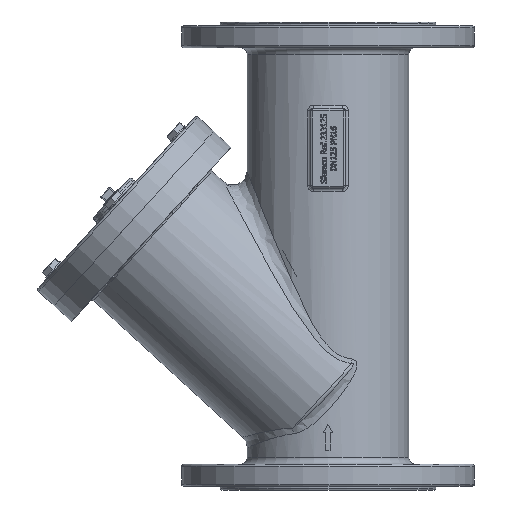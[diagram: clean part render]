
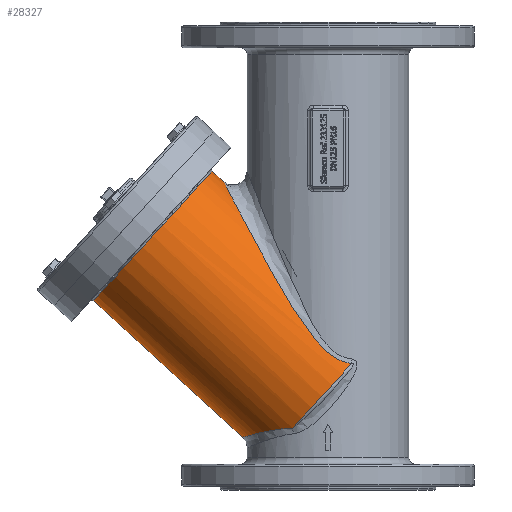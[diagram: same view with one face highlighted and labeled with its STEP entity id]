
A CAD part, left-side view. The second image highlights one B-rep face of the part: STEP entity #28327.
In plain terms, the highlighted cylindrical face has radius 75 mm (diameter 150 mm), a full revolution.
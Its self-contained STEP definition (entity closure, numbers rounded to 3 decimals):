
#2231=B_SPLINE_CURVE_WITH_KNOTS('',3,(#62885,#62886,#62887,#62888,#62889,
#62890,#62891,#62892,#62893,#62894,#62895,#62896),.UNSPECIFIED.,.F.,.F.,
(4,1,1,1,1,1,1,1,1,4),(0.,1.317,2.635,
5.269,7.904,10.539,13.173,15.808,
17.126,18.443),.UNSPECIFIED.);
#2233=B_SPLINE_CURVE_WITH_KNOTS('',3,(#63284,#63285,#63286,#63287,#63288,
#63289,#63290,#63291,#63292,#63293,#63294,#63295,#63296,#63297,#63298,#63299,
#63300,#63301,#63302,#63303,#63304,#63305,#63306,#63307,#63308,#63309,#63310,
#63311,#63312,#63313,#63314,#63315),.UNSPECIFIED.,.F.,.F.,(4,1,1,1,1,1,
1,1,1,1,1,1,1,1,1,1,1,1,1,1,1,1,1,1,1,1,1,1,1,4),(0.,0.818,
1.637,2.455,3.273,4.91,6.546,
10.911,13.093,15.275,17.457,18.548,
19.639,20.73,21.821,22.912,24.003,
25.094,26.185,28.368,30.55,32.732,
37.096,39.278,40.915,42.551,43.37,
44.188,45.006,45.825),.UNSPECIFIED.);
#7303=CYLINDRICAL_SURFACE('',#29808,75.);
#7531=FACE_BOUND('',#10829,.T.);
#9067=FACE_OUTER_BOUND('',#10828,.T.);
#10828=EDGE_LOOP('',(#26493));
#10829=EDGE_LOOP('',(#26494,#26495,#26496,#26497));
#11540=CIRCLE('',#29809,75.);
#11541=CIRCLE('',#29810,75.);
#11542=CIRCLE('',#29811,75.);
#14301=VERTEX_POINT('',#62802);
#14302=VERTEX_POINT('',#62804);
#14303=VERTEX_POINT('',#62883);
#14304=VERTEX_POINT('',#62982);
#14305=VERTEX_POINT('',#63317);
#18399=EDGE_CURVE('',#14301,#14303,#2231,.T.);
#18402=EDGE_CURVE('',#14304,#14302,#2233,.T.);
#18403=EDGE_CURVE('',#14305,#14305,#11540,.T.);
#18404=EDGE_CURVE('',#14302,#14301,#11541,.T.);
#18405=EDGE_CURVE('',#14303,#14304,#11542,.T.);
#26493=ORIENTED_EDGE('',*,*,#18403,.F.);
#26494=ORIENTED_EDGE('',*,*,#18399,.F.);
#26495=ORIENTED_EDGE('',*,*,#18404,.F.);
#26496=ORIENTED_EDGE('',*,*,#18402,.F.);
#26497=ORIENTED_EDGE('',*,*,#18405,.F.);
#28327=ADVANCED_FACE('',(#9067,#7531),#7303,.T.);
#29808=AXIS2_PLACEMENT_3D('',#63316,#34635,#34636);
#29809=AXIS2_PLACEMENT_3D('',#63318,#34637,#34638);
#29810=AXIS2_PLACEMENT_3D('',#63319,#34639,#34640);
#29811=AXIS2_PLACEMENT_3D('',#63320,#34641,#34642);
#34635=DIRECTION('center_axis',(0.,-0.737,-0.676));
#34636=DIRECTION('ref_axis',(1.,0.,0.));
#34637=DIRECTION('center_axis',(0.,0.737,0.676));
#34638=DIRECTION('ref_axis',(1.,0.,0.));
#34639=DIRECTION('center_axis',(0.,-0.737,-0.676));
#34640=DIRECTION('ref_axis',(-1.,0.,0.));
#34641=DIRECTION('center_axis',(0.,-0.737,-0.676));
#34642=DIRECTION('ref_axis',(1.,0.,0.));
#62802=CARTESIAN_POINT('',(-63.076,30.362,52.787));
#62804=CARTESIAN_POINT('',(-66.719,-20.194,107.959));
#62883=CARTESIAN_POINT('',(63.076,30.362,52.787));
#62885=CARTESIAN_POINT('Ctrl Pts',(-63.076,30.362,52.787));
#62886=CARTESIAN_POINT('Ctrl Pts',(-61.457,34.045,52.747));
#62887=CARTESIAN_POINT('Ctrl Pts',(-57.684,41.042,52.13));
#62888=CARTESIAN_POINT('Ctrl Pts',(-48.245,53.377,50.026));
#62889=CARTESIAN_POINT('Ctrl Pts',(-33.223,65.441,47.103));
#62890=CARTESIAN_POINT('Ctrl Pts',(-11.531,73.216,44.981));
#62891=CARTESIAN_POINT('Ctrl Pts',(11.529,73.214,44.983));
#62892=CARTESIAN_POINT('Ctrl Pts',(33.224,65.441,47.101));
#62893=CARTESIAN_POINT('Ctrl Pts',(48.244,53.378,50.026));
#62894=CARTESIAN_POINT('Ctrl Pts',(57.684,41.041,52.129));
#62895=CARTESIAN_POINT('Ctrl Pts',(61.457,34.045,52.747));
#62896=CARTESIAN_POINT('Ctrl Pts',(63.076,30.362,52.787));
#62982=CARTESIAN_POINT('',(66.719,-20.194,107.959));
#63284=CARTESIAN_POINT('Ctrl Pts',(66.719,-20.194,107.959));
#63285=CARTESIAN_POINT('Ctrl Pts',(67.41,-17.745,108.379));
#63286=CARTESIAN_POINT('Ctrl Pts',(68.555,-12.768,109.637));
#63287=CARTESIAN_POINT('Ctrl Pts',(69.529,-5.508,113.113));
#63288=CARTESIAN_POINT('Ctrl Pts',(69.88,1.109,117.953));
#63289=CARTESIAN_POINT('Ctrl Pts',(69.761,8.961,125.568));
#63290=CARTESIAN_POINT('Ctrl Pts',(68.905,17.398,136.208));
#63291=CARTESIAN_POINT('Ctrl Pts',(66.17,31.302,157.04));
#63292=CARTESIAN_POINT('Ctrl Pts',(61.43,44.391,179.898));
#63293=CARTESIAN_POINT('Ctrl Pts',(53.923,57.571,203.809));
#63294=CARTESIAN_POINT('Ctrl Pts',(46.77,66.939,221.27));
#63295=CARTESIAN_POINT('Ctrl Pts',(39.179,74.289,235.115));
#63296=CARTESIAN_POINT('Ctrl Pts',(31.739,79.646,245.296));
#63297=CARTESIAN_POINT('Ctrl Pts',(25.323,83.293,252.246));
#63298=CARTESIAN_POINT('Ctrl Pts',(17.906,86.374,258.14));
#63299=CARTESIAN_POINT('Ctrl Pts',(9.386,88.561,262.329));
#63300=CARTESIAN_POINT('Ctrl Pts',(-0.014,89.383,
263.907));
#63301=CARTESIAN_POINT('Ctrl Pts',(-9.414,88.556,262.319));
#63302=CARTESIAN_POINT('Ctrl Pts',(-17.928,86.369,258.129));
#63303=CARTESIAN_POINT('Ctrl Pts',(-27.812,82.249,250.248));
#63304=CARTESIAN_POINT('Ctrl Pts',(-37.675,75.729,237.84));
#63305=CARTESIAN_POINT('Ctrl Pts',(-46.785,66.942,221.256));
#63306=CARTESIAN_POINT('Ctrl Pts',(-56.305,54.395,197.945));
#63307=CARTESIAN_POINT('Ctrl Pts',(-62.852,41.002,173.729));
#63308=CARTESIAN_POINT('Ctrl Pts',(-66.96,27.361,151.093));
#63309=CARTESIAN_POINT('Ctrl Pts',(-68.899,17.382,136.21));
#63310=CARTESIAN_POINT('Ctrl Pts',(-69.764,8.96,125.559));
#63311=CARTESIAN_POINT('Ctrl Pts',(-69.88,1.104,117.952));
#63312=CARTESIAN_POINT('Ctrl Pts',(-69.529,-5.509,
113.111));
#63313=CARTESIAN_POINT('Ctrl Pts',(-68.554,-12.772,
109.636));
#63314=CARTESIAN_POINT('Ctrl Pts',(-67.41,-17.745,
108.379));
#63315=CARTESIAN_POINT('Ctrl Pts',(-66.719,-20.194,
107.959));
#63316=CARTESIAN_POINT('Origin',(0.,151.142,218.496));
#63317=CARTESIAN_POINT('',(-75.,149.667,217.145));
#63318=CARTESIAN_POINT('Origin',(0.,149.667,217.145));
#63319=CARTESIAN_POINT('Origin',(0.,2.949,82.702));
#63320=CARTESIAN_POINT('Origin',(0.,2.949,82.702));
